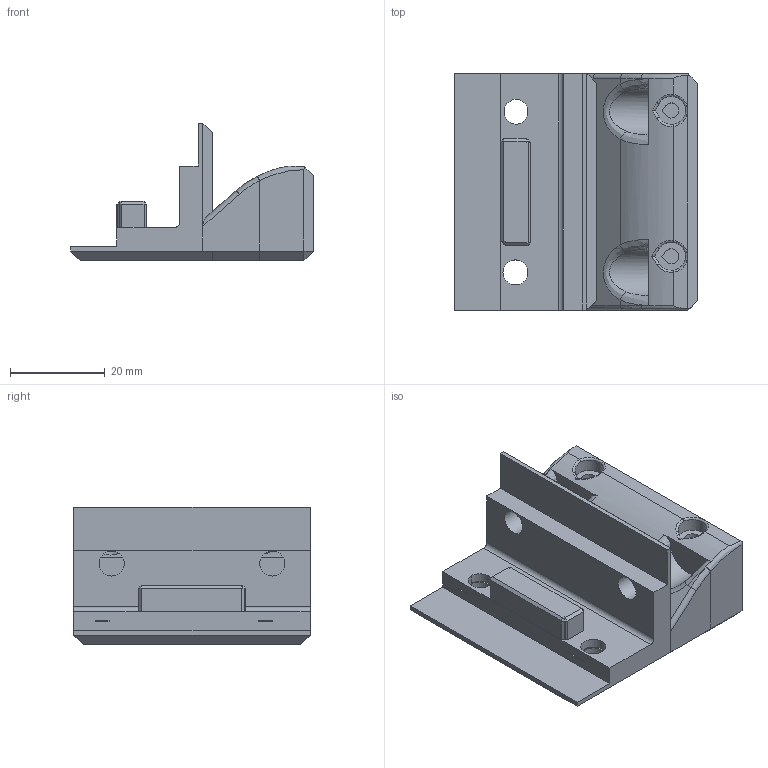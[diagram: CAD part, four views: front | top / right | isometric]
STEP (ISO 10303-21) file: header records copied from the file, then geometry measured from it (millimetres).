
FILE_DESCRIPTION(/* description */ (''),/* implementation_level */ '2;1');
FILE_NAME(/* name */ 'PSF_2020_Mount_Parallel.step',/* time_stamp */ '2026-02-07T17:23:35-05:00',/* author */ (''),/* organization */ (''),/* preprocessor_version */ 'ST-DEVELOPER v20.1',/* originating_system */ 'Autodesk Translation Framework v14.24.0.0',/* authorisation */ '');
FILE_SCHEMA (('AUTOMOTIVE_DESIGN { 1 0 10303 214 3 1 1 }'));
Length unit declared in the file: millimetre
Products named in the file (1): PSF published parts
Bounding box: 51.38 x 50 x 29 mm (x, y, z)
Volume: 29568.2 mm3; surface area: 11310.2 mm2
Topology: 1 solids, 1 shells, 221 faces, 546 edges, 337 vertices
Faces by surface type: plane 152, cylinder 36, bspline 16, cone 13, torus 4
Full cylindrical faces by diameter (mm): 5.3 x4, 10 x3
Entity records: 7217 total; most frequent: CARTESIAN_POINT 1928, ORIENTED_EDGE 1092, DIRECTION 1028, EDGE_CURVE 546, LINE 392, VECTOR 392, VERTEX_POINT 337, AXIS2_PLACEMENT_3D 318
